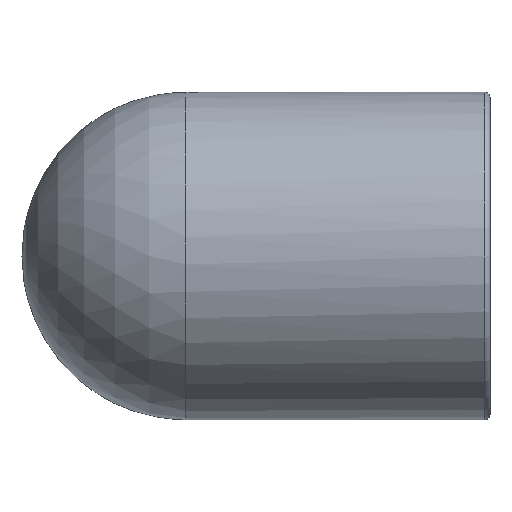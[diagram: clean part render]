
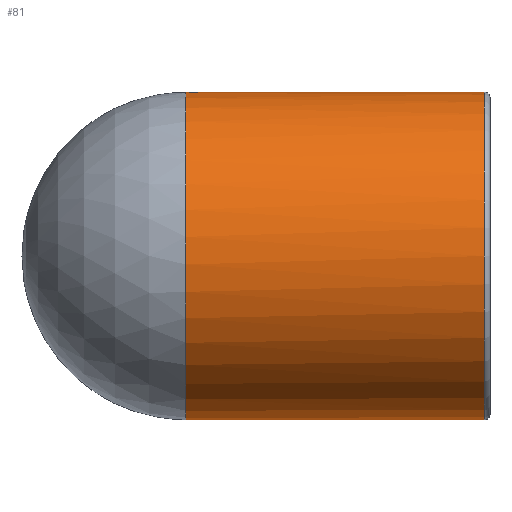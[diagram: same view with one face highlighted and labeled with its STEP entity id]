
A CAD part, left-side view. The second image highlights one B-rep face of the part: STEP entity #81.
In plain terms, the highlighted cylindrical face has radius 21 mm (diameter 42 mm), a full revolution.
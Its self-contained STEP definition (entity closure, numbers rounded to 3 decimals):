
#81 = ADVANCED_FACE( '', ( #171, #172 ), #173, .T. );
#171 = FACE_OUTER_BOUND( '', #305, .T. );
#172 = FACE_OUTER_BOUND( '', #306, .T. );
#173 = CYLINDRICAL_SURFACE( '', #307, 21. );
#305 = EDGE_LOOP( '', ( #463 ) );
#306 = EDGE_LOOP( '', ( #464, #465 ) );
#307 = AXIS2_PLACEMENT_3D( '', #466, #467, #468 );
#463 = ORIENTED_EDGE( '', *, *, #613, .F. );
#464 = ORIENTED_EDGE( '', *, *, #588, .F. );
#465 = ORIENTED_EDGE( '', *, *, #570, .T. );
#466 = CARTESIAN_POINT( '', ( 0., 0., 0. ) );
#467 = DIRECTION( '', ( 0., 1., 0. ) );
#468 = DIRECTION( '', ( 0., 0., -1. ) );
#570 = EDGE_CURVE( '', #653, #656, #658, .T. );
#588 = EDGE_CURVE( '', #653, #656, #688, .T. );
#613 = EDGE_CURVE( '', #724, #724, #725, .T. );
#653 = VERTEX_POINT( '', #776 );
#656 = VERTEX_POINT( '', #811 );
#658 = CIRCLE( '', #845, 21. );
#688 = B_SPLINE_CURVE_WITH_KNOTS( '', 3, ( #885, #886, #887, #888, #889, #890, #891, #892, #893, #894, #895, #896, #897, #898, #899, #900, #901, #902, #903, #904, #905, #906, #907, #908, #909, #910, #911, #912, #913, #914, #915, #916, #917, #918, #919, #920, #921, #922, #923, #924, #925, #926, #927, #928, #929, #930, #931, #932, #933, #934, #935, #936, #937, #938, #939, #940, #941, #942, #943, #944, #945, #946, #947, #948, #949, #950, #951, #952, #953, #954, #955, #956, #957, #958, #959, #960 ), .UNSPECIFIED., .F., .F., ( 4, 2, 2, 2, 2, 2, 2, 2, 2, 2, 2, 2, 2, 2, 2, 2, 2, 2, 2, 2, 2, 2, 2, 2, 2, 2, 2, 2, 2, 2, 2, 2, 2, 2, 2, 2, 2, 4 ), ( 0.079, 0.079, 0.08, 0.08, 0.081, 0.083, 0.084, 0.086, 0.089, 0.094, 0.099, 0.101, 0.104, 0.106, 0.109, 0.111, 0.112, 0.114, 0.119, 0.12, 0.121, 0.124, 0.126, 0.128, 0.131, 0.133, 0.136, 0.137, 0.138, 0.143, 0.148, 0.151, 0.153, 0.155, 0.156, 0.157, 0.158, 0.158 ), .UNSPECIFIED. );
#724 = VERTEX_POINT( '', #1067 );
#725 = CIRCLE( '', #1068, 21. );
#776 = CARTESIAN_POINT( '', ( 1.375, 38.955, 20.955 ) );
#811 = CARTESIAN_POINT( '', ( 1.375, 38.955, -20.955 ) );
#845 = AXIS2_PLACEMENT_3D( '', #1193, #1194, #1195 );
#885 = CARTESIAN_POINT( '', ( 1.375, 38.955, 20.955 ) );
#886 = CARTESIAN_POINT( '', ( 1.378, 38.852, 20.955 ) );
#887 = CARTESIAN_POINT( '', ( 1.394, 38.748, 20.954 ) );
#888 = CARTESIAN_POINT( '', ( 1.443, 38.548, 20.95 ) );
#889 = CARTESIAN_POINT( '', ( 1.477, 38.45, 20.948 ) );
#890 = CARTESIAN_POINT( '', ( 1.599, 38.164, 20.939 ) );
#891 = CARTESIAN_POINT( '', ( 1.702, 37.988, 20.931 ) );
#892 = CARTESIAN_POINT( '', ( 2.036, 37.475, 20.902 ) );
#893 = CARTESIAN_POINT( '', ( 2.294, 37.155, 20.876 ) );
#894 = CARTESIAN_POINT( '', ( 2.821, 36.53, 20.811 ) );
#895 = CARTESIAN_POINT( '', ( 3.092, 36.227, 20.773 ) );
#896 = CARTESIAN_POINT( '', ( 3.64, 35.627, 20.684 ) );
#897 = CARTESIAN_POINT( '', ( 3.917, 35.331, 20.633 ) );
#898 = CARTESIAN_POINT( '', ( 4.75, 34.449, 20.464 ) );
#899 = CARTESIAN_POINT( '', ( 5.309, 33.87, 20.326 ) );
#900 = CARTESIAN_POINT( '', ( 6.426, 32.721, 20.001 ) );
#901 = CARTESIAN_POINT( '', ( 6.985, 32.151, 19.813 ) );
#902 = CARTESIAN_POINT( '', ( 8.641, 30.467, 19.176 ) );
#903 = CARTESIAN_POINT( '', ( 9.719, 29.377, 18.655 ) );
#904 = CARTESIAN_POINT( '', ( 11.815, 27.264, 17.404 ) );
#905 = CARTESIAN_POINT( '', ( 12.833, 26.241, 16.674 ) );
#906 = CARTESIAN_POINT( '', ( 14.303, 24.763, 15.39 ) );
#907 = CARTESIAN_POINT( '', ( 14.785, 24.278, 14.928 ) );
#908 = CARTESIAN_POINT( '', ( 15.711, 23.349, 13.95 ) );
#909 = CARTESIAN_POINT( '', ( 16.156, 22.902, 13.433 ) );
#910 = CARTESIAN_POINT( '', ( 17.007, 22.049, 12.339 ) );
#911 = CARTESIAN_POINT( '', ( 17.413, 21.642, 11.761 ) );
#912 = CARTESIAN_POINT( '', ( 18.179, 20.873, 10.537 ) );
#913 = CARTESIAN_POINT( '', ( 18.542, 20.509, 9.887 ) );
#914 = CARTESIAN_POINT( '', ( 19.199, 19.85, 8.541 ) );
#915 = CARTESIAN_POINT( '', ( 19.496, 19.553, 7.843 ) );
#916 = CARTESIAN_POINT( '', ( 19.888, 19.16, 6.754 ) );
#917 = CARTESIAN_POINT( '', ( 20.01, 19.037, 6.384 ) );
#918 = CARTESIAN_POINT( '', ( 20.235, 18.812, 5.63 ) );
#919 = CARTESIAN_POINT( '', ( 20.339, 18.708, 5.244 ) );
#920 = CARTESIAN_POINT( '', ( 20.803, 18.243, 3.291 ) );
#921 = CARTESIAN_POINT( '', ( 20.996, 18.049, 1.692 ) );
#922 = CARTESIAN_POINT( '', ( 21.001, 18.044, -0.356 ) );
#923 = CARTESIAN_POINT( '', ( 20.99, 18.055, -0.77 ) );
#924 = CARTESIAN_POINT( '', ( 20.944, 18.101, -1.591 ) );
#925 = CARTESIAN_POINT( '', ( 20.909, 18.137, -1.998 ) );
#926 = CARTESIAN_POINT( '', ( 20.769, 18.276, -3.208 ) );
#927 = CARTESIAN_POINT( '', ( 20.631, 18.415, -4. ) );
#928 = CARTESIAN_POINT( '', ( 20.268, 18.779, -5.555 ) );
#929 = CARTESIAN_POINT( '', ( 20.041, 19.006, -6.322 ) );
#930 = CARTESIAN_POINT( '', ( 19.519, 19.529, -7.784 ) );
#931 = CARTESIAN_POINT( '', ( 19.224, 19.825, -8.486 ) );
#932 = CARTESIAN_POINT( '', ( 18.569, 20.482, -9.837 ) );
#933 = CARTESIAN_POINT( '', ( 18.207, 20.845, -10.489 ) );
#934 = CARTESIAN_POINT( '', ( 17.442, 21.612, -11.717 ) );
#935 = CARTESIAN_POINT( '', ( 17.038, 22.018, -12.296 ) );
#936 = CARTESIAN_POINT( '', ( 16.19, 22.868, -13.392 ) );
#937 = CARTESIAN_POINT( '', ( 15.747, 23.313, -13.91 ) );
#938 = CARTESIAN_POINT( '', ( 15.056, 24.007, -14.644 ) );
#939 = CARTESIAN_POINT( '', ( 14.821, 24.243, -14.881 ) );
#940 = CARTESIAN_POINT( '', ( 14.343, 24.723, -15.343 ) );
#941 = CARTESIAN_POINT( '', ( 14.099, 24.968, -15.567 ) );
#942 = CARTESIAN_POINT( '', ( 12.869, 26.204, -16.646 ) );
#943 = CARTESIAN_POINT( '', ( 11.848, 27.231, -17.382 ) );
#944 = CARTESIAN_POINT( '', ( 9.744, 29.353, -18.643 ) );
#945 = CARTESIAN_POINT( '', ( 8.661, 30.446, -19.168 ) );
#946 = CARTESIAN_POINT( '', ( 6.998, 32.137, -19.809 ) );
#947 = CARTESIAN_POINT( '', ( 6.439, 32.708, -19.997 ) );
#948 = CARTESIAN_POINT( '', ( 5.319, 33.86, -20.324 ) );
#949 = CARTESIAN_POINT( '', ( 4.757, 34.441, -20.462 ) );
#950 = CARTESIAN_POINT( '', ( 3.92, 35.327, -20.633 ) );
#951 = CARTESIAN_POINT( '', ( 3.643, 35.624, -20.684 ) );
#952 = CARTESIAN_POINT( '', ( 3.093, 36.226, -20.773 ) );
#953 = CARTESIAN_POINT( '', ( 2.821, 36.531, -20.811 ) );
#954 = CARTESIAN_POINT( '', ( 2.294, 37.156, -20.876 ) );
#955 = CARTESIAN_POINT( '', ( 2.037, 37.474, -20.902 ) );
#956 = CARTESIAN_POINT( '', ( 1.701, 37.989, -20.931 ) );
#957 = CARTESIAN_POINT( '', ( 1.597, 38.168, -20.939 ) );
#958 = CARTESIAN_POINT( '', ( 1.437, 38.546, -20.951 ) );
#959 = CARTESIAN_POINT( '', ( 1.382, 38.748, -20.955 ) );
#960 = CARTESIAN_POINT( '', ( 1.375, 38.955, -20.955 ) );
#1067 = CARTESIAN_POINT( '', ( 0., 0.75, -21. ) );
#1068 = AXIS2_PLACEMENT_3D( '', #1237, #1238, #1239 );
#1193 = CARTESIAN_POINT( '', ( 0., 38.955, 0. ) );
#1194 = DIRECTION( '', ( 0., -1., 0. ) );
#1195 = DIRECTION( '', ( 0., 0., -1. ) );
#1237 = CARTESIAN_POINT( '', ( 0., 0.75, 0. ) );
#1238 = DIRECTION( '', ( 0., -1., 0. ) );
#1239 = DIRECTION( '', ( 0., 0., -1. ) );
